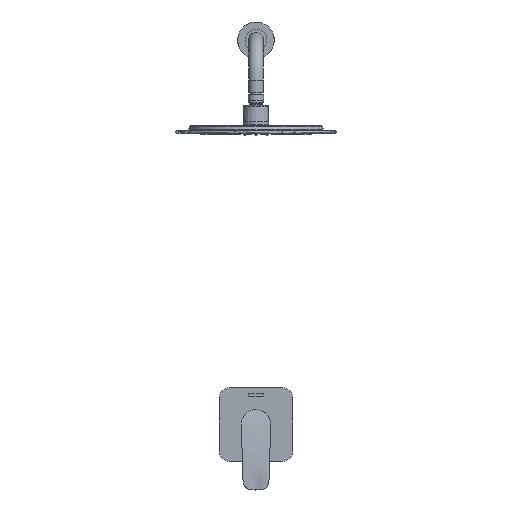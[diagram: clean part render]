
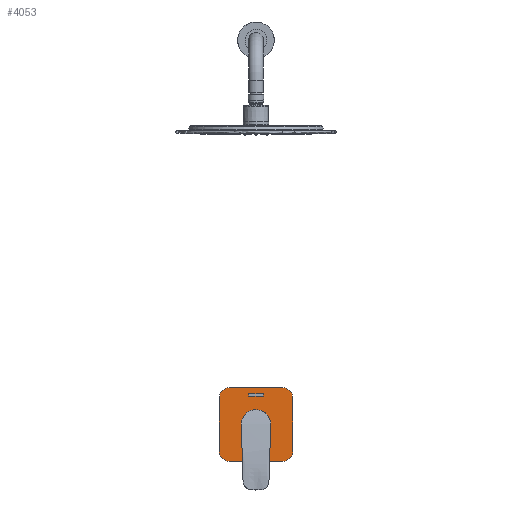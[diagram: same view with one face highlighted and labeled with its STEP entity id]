
A CAD part, top view. The second image highlights one B-rep face of the part: STEP entity #4053.
In plain terms, the highlighted planar face has unit normal (0, 0, 1).
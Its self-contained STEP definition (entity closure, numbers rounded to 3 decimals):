
#336 = VERTEX_POINT ( 'NONE', #15860 ) ;
#373 = EDGE_CURVE ( 'NONE', #1855, #12912, #4077, .T. ) ;
#452 = CARTESIAN_POINT ( 'NONE',  ( 55., 10., 52. ) ) ;
#539 = CARTESIAN_POINT ( 'NONE',  ( -21.25, -30., 52. ) ) ;
#713 = LINE ( 'NONE', #10951, #16034 ) ;
#912 = CARTESIAN_POINT ( 'NONE',  ( 55., -70., 52. ) ) ;
#1025 = VERTEX_POINT ( 'NONE', #5382 ) ;
#1125 = ORIENTED_EDGE ( 'NONE', *, *, #16147, .T. ) ;
#1392 = AXIS2_PLACEMENT_3D ( 'NONE', #8865, #10317, #3937 ) ;
#1411 = CARTESIAN_POINT ( 'NONE',  ( 0., -30., 52. ) ) ;
#1689 = VERTEX_POINT ( 'NONE', #15283 ) ;
#1700 = CARTESIAN_POINT ( 'NONE',  ( 55., 25., 52. ) ) ;
#1827 = EDGE_CURVE ( 'NONE', #1025, #15079, #14567, .T. ) ;
#1855 = VERTEX_POINT ( 'NONE', #452 ) ;
#2175 = EDGE_CURVE ( 'NONE', #15079, #15979, #4478, .T. ) ;
#2216 = CARTESIAN_POINT ( 'NONE',  ( -40., -85., 52. ) ) ;
#2264 = CARTESIAN_POINT ( 'NONE',  ( -55., 10., 52. ) ) ;
#2650 = CARTESIAN_POINT ( 'NONE',  ( -10.5, 12.4, 52. ) ) ;
#2891 = CARTESIAN_POINT ( 'NONE',  ( -10.5, 16., 52. ) ) ;
#2899 = EDGE_CURVE ( 'NONE', #1689, #7194, #713, .T. ) ;
#2938 = VECTOR ( 'NONE', #19149, 1000. ) ;
#3137 = DIRECTION ( 'NONE',  ( -1., 0., 0. ) ) ;
#3168 = AXIS2_PLACEMENT_3D ( 'NONE', #20138, #7504, #15418 ) ;
#3813 = ORIENTED_EDGE ( 'NONE', *, *, #6229, .T. ) ;
#3937 = DIRECTION ( 'NONE',  ( -1., 0., 0. ) ) ;
#3954 = VECTOR ( 'NONE', #5188, 1000. ) ;
#3980 = VECTOR ( 'NONE', #8239, 1000. ) ;
#4041 = EDGE_CURVE ( 'NONE', #1689, #18448, #12770, .T. ) ;
#4053 = ADVANCED_FACE ( 'NONE', ( #20155, #9994, #15984 ), #13672, .F. ) ;
#4077 = LINE ( 'NONE', #1700, #13440 ) ;
#4102 = DIRECTION ( 'NONE',  ( 1., 0., 0. ) ) ;
#4135 = CARTESIAN_POINT ( 'NONE',  ( 10.5, -30., 52. ) ) ;
#4478 = LINE ( 'NONE', #19221, #3954 ) ;
#4617 = VECTOR ( 'NONE', #8556, 1000. ) ;
#5002 = ORIENTED_EDGE ( 'NONE', *, *, #12842, .F. ) ;
#5188 = DIRECTION ( 'NONE',  ( 0., -1., 0. ) ) ;
#5382 = CARTESIAN_POINT ( 'NONE',  ( 10.5, 16., 52. ) ) ;
#5474 = CIRCLE ( 'NONE', #18253, 15. ) ;
#6112 = EDGE_CURVE ( 'NONE', #18571, #18571, #18490, .T. ) ;
#6229 = EDGE_CURVE ( 'NONE', #1855, #7194, #7600, .T. ) ;
#6591 = DIRECTION ( 'NONE',  ( -1., 0., 0. ) ) ;
#6719 = VERTEX_POINT ( 'NONE', #15371 ) ;
#6789 = VECTOR ( 'NONE', #4102, 1000. ) ;
#7078 = AXIS2_PLACEMENT_3D ( 'NONE', #1411, #7439, #14011 ) ;
#7194 = VERTEX_POINT ( 'NONE', #17678 ) ;
#7439 = DIRECTION ( 'NONE',  ( 0., 0., -1. ) ) ;
#7504 = DIRECTION ( 'NONE',  ( 0., 0., 1. ) ) ;
#7537 = DIRECTION ( 'NONE',  ( 0., 1., 0. ) ) ;
#7593 = CIRCLE ( 'NONE', #1392, 15. ) ;
#7600 = CIRCLE ( 'NONE', #12705, 15. ) ;
#7845 = CARTESIAN_POINT ( 'NONE',  ( 40., 10., 52. ) ) ;
#8100 = DIRECTION ( 'NONE',  ( 0., 0., 1. ) ) ;
#8239 = DIRECTION ( 'NONE',  ( -1., 0., 0. ) ) ;
#8253 = LINE ( 'NONE', #8660, #6789 ) ;
#8556 = DIRECTION ( 'NONE',  ( 0., 1., 0. ) ) ;
#8660 = CARTESIAN_POINT ( 'NONE',  ( 0., 12.4, 52. ) ) ;
#8724 = ORIENTED_EDGE ( 'NONE', *, *, #15225, .F. ) ;
#8865 = CARTESIAN_POINT ( 'NONE',  ( -40., -70., 52. ) ) ;
#9061 = CARTESIAN_POINT ( 'NONE',  ( 40., -70., 52. ) ) ;
#9226 = DIRECTION ( 'NONE',  ( 1., 0., 0. ) ) ;
#9261 = ORIENTED_EDGE ( 'NONE', *, *, #10933, .F. ) ;
#9280 = DIRECTION ( 'NONE',  ( -1., 0., 0. ) ) ;
#9435 = EDGE_LOOP ( 'NONE', ( #16495, #19540, #9629, #5002 ) ) ;
#9629 = ORIENTED_EDGE ( 'NONE', *, *, #13536, .F. ) ;
#9637 = DIRECTION ( 'NONE',  ( 0., -1., 0. ) ) ;
#9994 = FACE_BOUND ( 'NONE', #18759, .T. ) ;
#10152 = AXIS2_PLACEMENT_3D ( 'NONE', #10680, #12285, #3137 ) ;
#10317 = DIRECTION ( 'NONE',  ( 0., 0., 1. ) ) ;
#10408 = EDGE_CURVE ( 'NONE', #10775, #12940, #7593, .T. ) ;
#10680 = CARTESIAN_POINT ( 'NONE',  ( 0., -30., 52. ) ) ;
#10775 = VERTEX_POINT ( 'NONE', #16041 ) ;
#10933 = EDGE_CURVE ( 'NONE', #336, #12940, #11787, .T. ) ;
#10951 = CARTESIAN_POINT ( 'NONE',  ( -55., 25., 52. ) ) ;
#11787 = LINE ( 'NONE', #14434, #2938 ) ;
#12285 = DIRECTION ( 'NONE',  ( 0., 0., -1. ) ) ;
#12297 = EDGE_LOOP ( 'NONE', ( #14823, #16097, #8724, #13630, #9261, #1125, #14305, #3813 ) ) ;
#12405 = VECTOR ( 'NONE', #7537, 1000. ) ;
#12705 = AXIS2_PLACEMENT_3D ( 'NONE', #7845, #8100, #6591 ) ;
#12770 = CIRCLE ( 'NONE', #3168, 15. ) ;
#12842 = EDGE_CURVE ( 'NONE', #15979, #6719, #8253, .T. ) ;
#12912 = VERTEX_POINT ( 'NONE', #912 ) ;
#12940 = VERTEX_POINT ( 'NONE', #2216 ) ;
#13440 = VECTOR ( 'NONE', #9637, 1000. ) ;
#13536 = EDGE_CURVE ( 'NONE', #6719, #1025, #19351, .T. ) ;
#13630 = ORIENTED_EDGE ( 'NONE', *, *, #10408, .T. ) ;
#13672 = PLANE ( 'NONE',  #7078 ) ;
#14011 = DIRECTION ( 'NONE',  ( -1., 0., 0. ) ) ;
#14305 = ORIENTED_EDGE ( 'NONE', *, *, #373, .F. ) ;
#14434 = CARTESIAN_POINT ( 'NONE',  ( 55., -85., 52. ) ) ;
#14490 = CARTESIAN_POINT ( 'NONE',  ( 0., 16., 52. ) ) ;
#14567 = LINE ( 'NONE', #14490, #3980 ) ;
#14823 = ORIENTED_EDGE ( 'NONE', *, *, #2899, .F. ) ;
#15079 = VERTEX_POINT ( 'NONE', #2891 ) ;
#15225 = EDGE_CURVE ( 'NONE', #10775, #18448, #19264, .T. ) ;
#15283 = CARTESIAN_POINT ( 'NONE',  ( -40., 25., 52. ) ) ;
#15371 = CARTESIAN_POINT ( 'NONE',  ( 10.5, 12.4, 52. ) ) ;
#15418 = DIRECTION ( 'NONE',  ( -1., 0., 0. ) ) ;
#15860 = CARTESIAN_POINT ( 'NONE',  ( 40., -85., 52. ) ) ;
#15979 = VERTEX_POINT ( 'NONE', #2650 ) ;
#15984 = FACE_BOUND ( 'NONE', #9435, .T. ) ;
#16034 = VECTOR ( 'NONE', #9226, 1000. ) ;
#16041 = CARTESIAN_POINT ( 'NONE',  ( -55., -70., 52. ) ) ;
#16097 = ORIENTED_EDGE ( 'NONE', *, *, #4041, .T. ) ;
#16147 = EDGE_CURVE ( 'NONE', #336, #12912, #5474, .T. ) ;
#16495 = ORIENTED_EDGE ( 'NONE', *, *, #2175, .F. ) ;
#16855 = ORIENTED_EDGE ( 'NONE', *, *, #6112, .T. ) ;
#17678 = CARTESIAN_POINT ( 'NONE',  ( 40., 25., 52. ) ) ;
#18253 = AXIS2_PLACEMENT_3D ( 'NONE', #9061, #18733, #9280 ) ;
#18448 = VERTEX_POINT ( 'NONE', #2264 ) ;
#18490 = CIRCLE ( 'NONE', #10152, 21.25 ) ;
#18571 = VERTEX_POINT ( 'NONE', #539 ) ;
#18733 = DIRECTION ( 'NONE',  ( 0., 0., 1. ) ) ;
#18759 = EDGE_LOOP ( 'NONE', ( #16855 ) ) ;
#19149 = DIRECTION ( 'NONE',  ( -1., 0., 0. ) ) ;
#19221 = CARTESIAN_POINT ( 'NONE',  ( -10.5, -30., 52. ) ) ;
#19264 = LINE ( 'NONE', #20104, #12405 ) ;
#19351 = LINE ( 'NONE', #4135, #4617 ) ;
#19540 = ORIENTED_EDGE ( 'NONE', *, *, #1827, .F. ) ;
#20104 = CARTESIAN_POINT ( 'NONE',  ( -55., -85., 52. ) ) ;
#20138 = CARTESIAN_POINT ( 'NONE',  ( -40., 10., 52. ) ) ;
#20155 = FACE_OUTER_BOUND ( 'NONE', #12297, .T. ) ;
